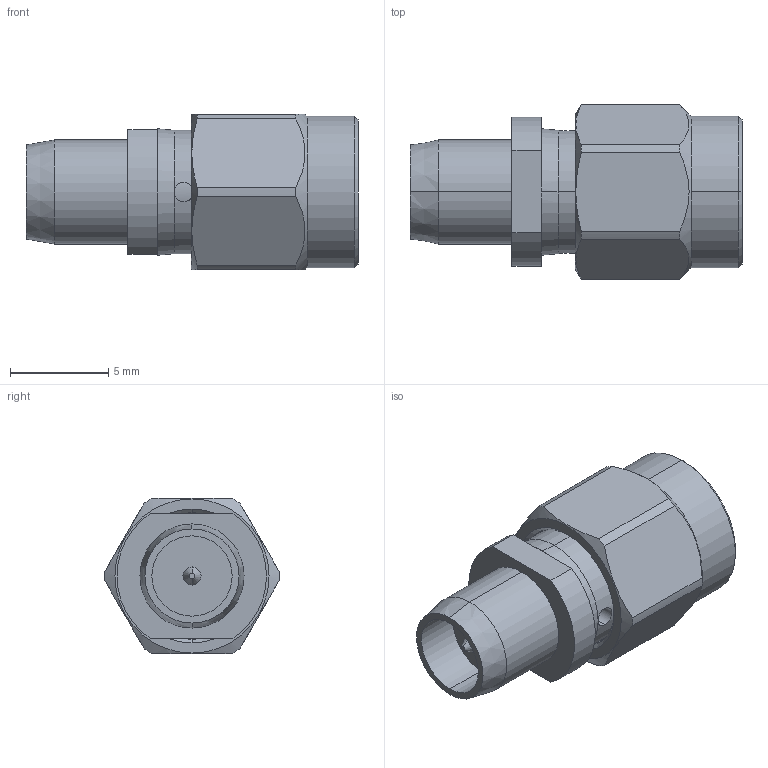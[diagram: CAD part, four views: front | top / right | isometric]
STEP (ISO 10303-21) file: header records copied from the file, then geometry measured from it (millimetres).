
FILE_DESCRIPTION (( 'STEP AP203' ), '1' );
FILE_NAME ('LCAD91396_3D.STEP', '2022-08-24T00:04:43', ( '' ), ( '' ), 'SwSTEP 2.0', 'SolidWorks 2021', '' );
FILE_SCHEMA (( 'CONFIG_CONTROL_DESIGN' ));
Length unit declared in the file: inch
Products named in the file (1): LCAD91396_3D
Bounding box: 16.93 x 8.9 x 7.94 mm (x, y, z)
Volume: 561.2 mm3; surface area: 602.9 mm2
Topology: 1 solids, 1 shells, 76 faces, 171 edges, 104 vertices
Faces by surface type: cylinder 35, plane 21, cone 20
Entity records: 2318 total; most frequent: CARTESIAN_POINT 546, DIRECTION 367, ORIENTED_EDGE 342, EDGE_CURVE 171, AXIS2_PLACEMENT_3D 151, VERTEX_POINT 104, EDGE_LOOP 83, ADVANCED_FACE 76
